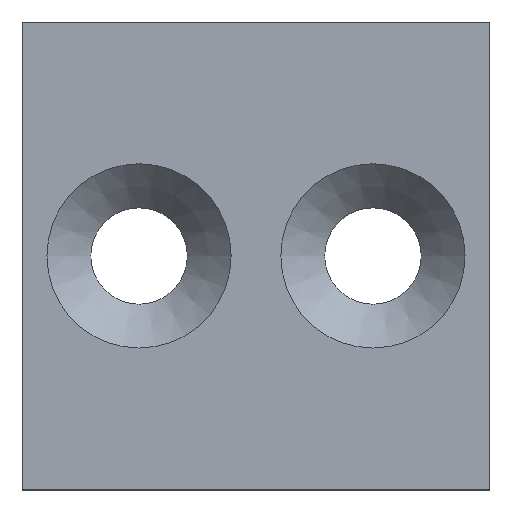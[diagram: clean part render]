
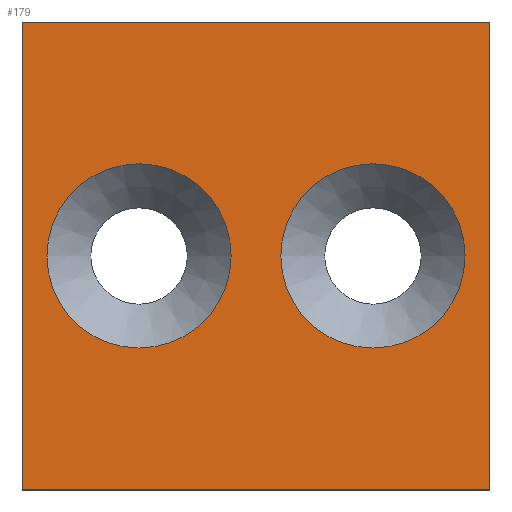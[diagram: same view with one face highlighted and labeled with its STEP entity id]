
A CAD part, top view. The second image highlights one B-rep face of the part: STEP entity #179.
In plain terms, the highlighted planar face has unit normal (0, 0, 1).
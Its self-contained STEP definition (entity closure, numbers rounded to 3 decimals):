
#15=FACE_BOUND('',#46,.T.);
#16=FACE_BOUND('',#47,.T.);
#23=PLANE('',#218);
#35=FACE_OUTER_BOUND('',#45,.T.);
#45=EDGE_LOOP('',(#157,#158,#159,#160));
#46=EDGE_LOOP('',(#161));
#47=EDGE_LOOP('',(#162));
#55=LINE('',#294,#71);
#59=LINE('',#302,#75);
#62=LINE('',#308,#78);
#65=LINE('',#313,#81);
#71=VECTOR('',#248,10.);
#75=VECTOR('',#254,10.);
#78=VECTOR('',#259,10.);
#81=VECTOR('',#264,10.);
#83=CIRCLE('',#205,6.3);
#86=CIRCLE('',#210,6.3);
#89=VERTEX_POINT('',#272);
#92=VERTEX_POINT('',#282);
#95=VERTEX_POINT('',#292);
#96=VERTEX_POINT('',#293);
#99=VERTEX_POINT('',#301);
#101=VERTEX_POINT('',#307);
#103=EDGE_CURVE('',#89,#89,#83,.T.);
#108=EDGE_CURVE('',#92,#92,#86,.T.);
#113=EDGE_CURVE('',#95,#96,#55,.T.);
#117=EDGE_CURVE('',#96,#99,#59,.T.);
#120=EDGE_CURVE('',#99,#101,#62,.T.);
#123=EDGE_CURVE('',#101,#95,#65,.T.);
#157=ORIENTED_EDGE('',*,*,#123,.T.);
#158=ORIENTED_EDGE('',*,*,#113,.T.);
#159=ORIENTED_EDGE('',*,*,#117,.T.);
#160=ORIENTED_EDGE('',*,*,#120,.T.);
#161=ORIENTED_EDGE('',*,*,#103,.T.);
#162=ORIENTED_EDGE('',*,*,#108,.T.);
#179=ADVANCED_FACE('',(#35,#15,#16),#23,.T.);
#205=AXIS2_PLACEMENT_3D('',#273,#224,#225);
#210=AXIS2_PLACEMENT_3D('',#283,#236,#237);
#218=AXIS2_PLACEMENT_3D('',#315,#266,#267);
#224=DIRECTION('center_axis',(0.,0.,-1.));
#225=DIRECTION('ref_axis',(1.,0.,0.));
#236=DIRECTION('center_axis',(0.,0.,-1.));
#237=DIRECTION('ref_axis',(1.,0.,0.));
#248=DIRECTION('',(0.,-1.,0.));
#254=DIRECTION('',(1.,0.,0.));
#259=DIRECTION('',(0.,1.,0.));
#264=DIRECTION('',(-1.,0.,0.));
#266=DIRECTION('center_axis',(0.,0.,1.));
#267=DIRECTION('ref_axis',(1.,0.,0.));
#272=CARTESIAN_POINT('',(1.7,16.,0.));
#273=CARTESIAN_POINT('Origin',(8.,16.,0.));
#282=CARTESIAN_POINT('',(17.7,16.,0.));
#283=CARTESIAN_POINT('Origin',(24.,16.,0.));
#292=CARTESIAN_POINT('',(0.,32.,0.));
#293=CARTESIAN_POINT('',(0.,0.,0.));
#294=CARTESIAN_POINT('',(0.,32.,0.));
#301=CARTESIAN_POINT('',(32.,0.,0.));
#302=CARTESIAN_POINT('',(0.,0.,0.));
#307=CARTESIAN_POINT('',(32.,32.,0.));
#308=CARTESIAN_POINT('',(32.,0.,0.));
#313=CARTESIAN_POINT('',(32.,32.,0.));
#315=CARTESIAN_POINT('Origin',(16.,16.,0.));
